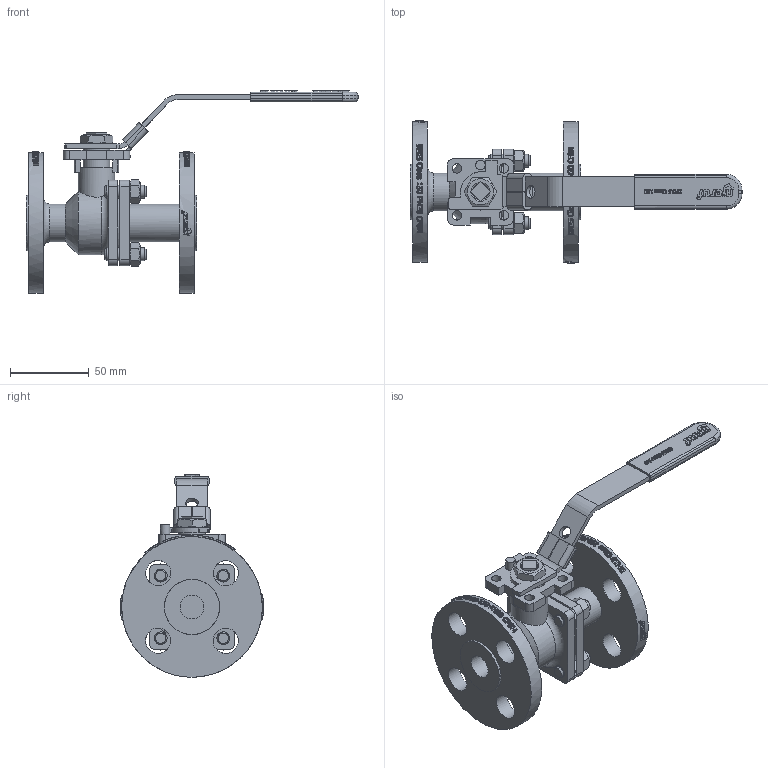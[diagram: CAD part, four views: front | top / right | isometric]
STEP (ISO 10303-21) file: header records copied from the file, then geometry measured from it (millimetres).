
FILE_DESCRIPTION(('HOOPS Exchange Step'),'2;1');
FILE_NAME('FK0601_DN15.stp','2025-08-04T13:40:36+02:00',('nieru'),('Unknown organisation'),'HOOPS Exchange 2024.2','HOOPS Exchange','Unknown authorisation');
FILE_SCHEMA( ('AP203_CONFIGURATION_CONTROLLED_3D_DESIGN_OF_MECHANICAL_PARTS_AND_ASSEMBLIES_MIM_LF') );
Length unit declared in the file: millimetre
Products named in the file (2): 0; root
Assembly tree (1 placements, depth 2):
  root
    0
Bounding box: 210.18 x 90.6 x 128.2 mm (x, y, z)
Volume: 215258.1 mm3; surface area: 72870.2 mm2
Topology: 1 solids, 1 shells, 1569 faces, 4445 edges, 2957 vertices
Faces by surface type: bspline 770, plane 578, cylinder 185, cone 29, torus 7
Full cylindrical faces by diameter (mm): 6 x5, 8 x9, 15 x1, 16 x8, 17 x1, 23 x2, 24 x2, 35 x2, 40 x1, 89 x2
Entity records: 94614 total; most frequent: CARTESIAN_POINT 60735, ORIENTED_EDGE 8820, EDGE_CURVE 4410, DIRECTION 4006, VERTEX_POINT 2941, B_SPLINE_CURVE_WITH_KNOTS 2344, EDGE_LOOP 1713, FACE_BOUND 1713
